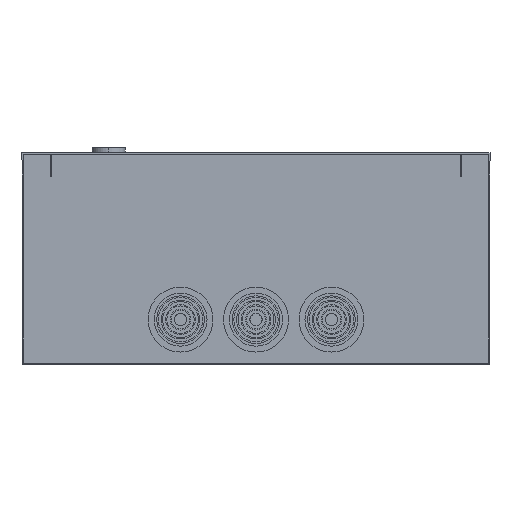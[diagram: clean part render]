
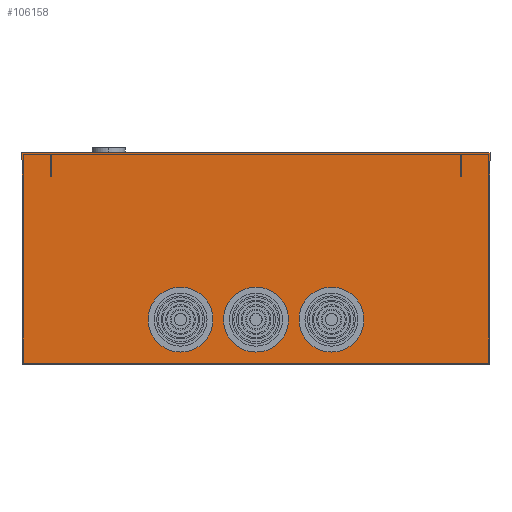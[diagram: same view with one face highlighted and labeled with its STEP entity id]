
A CAD part, front view. The second image highlights one B-rep face of the part: STEP entity #106158.
In plain terms, the highlighted planar face has unit normal (0, -1, 0).
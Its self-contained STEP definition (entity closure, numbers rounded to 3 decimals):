
#31 = CARTESIAN_POINT ( 'NONE',  ( 0., -355., 10.3 ) ) ;
#1317 = VERTEX_POINT ( 'NONE', #13302 ) ;
#3779 = EDGE_CURVE ( 'NONE', #98876, #14487, #118008, .T. ) ;
#7153 = DIRECTION ( 'NONE',  ( 1., 0., 0. ) ) ;
#8098 = EDGE_CURVE ( 'NONE', #1317, #127816, #127886, .T. ) ;
#8164 = VERTEX_POINT ( 'NONE', #73684 ) ;
#12220 = EDGE_CURVE ( 'NONE', #126525, #127816, #38963, .T. ) ;
#13302 = CARTESIAN_POINT ( 'NONE',  ( -155., -355., -0.8 ) ) ;
#14487 = VERTEX_POINT ( 'NONE', #49876 ) ;
#17614 = EDGE_CURVE ( 'NONE', #103067, #51442, #106524, .T. ) ;
#20580 = CIRCLE ( 'NONE', #66822, 18.5 ) ;
#22004 = FACE_BOUND ( 'NONE', #121318, .T. ) ;
#25659 = DIRECTION ( 'NONE',  ( 0., 1., 0. ) ) ;
#27950 = EDGE_CURVE ( 'NONE', #141441, #118001, #131018, .T. ) ;
#32163 = CIRCLE ( 'NONE', #43762, 18.5 ) ;
#34259 = DIRECTION ( 'NONE',  ( -1., 0., 0. ) ) ;
#36958 = LINE ( 'NONE', #48585, #84843 ) ;
#37534 = DIRECTION ( 'NONE',  ( 0., 0., -1. ) ) ;
#38963 = LINE ( 'NONE', #102751, #80248 ) ;
#39525 = ORIENTED_EDGE ( 'NONE', *, *, #12220, .F. ) ;
#39574 = VECTOR ( 'NONE', #34259, 1000. ) ;
#40489 = EDGE_CURVE ( 'NONE', #8164, #1317, #36958, .T. ) ;
#41798 = AXIS2_PLACEMENT_3D ( 'NONE', #110079, #67251, #56453 ) ;
#43762 = AXIS2_PLACEMENT_3D ( 'NONE', #91420, #46514, #68890 ) ;
#45982 = DIRECTION ( 'NONE',  ( 0., 0., 1. ) ) ;
#46514 = DIRECTION ( 'NONE',  ( 0., 1., 0. ) ) ;
#47098 = CARTESIAN_POINT ( 'NONE',  ( 155., -355., -0.8 ) ) ;
#48585 = CARTESIAN_POINT ( 'NONE',  ( -155., -355., 139.2 ) ) ;
#49785 = CARTESIAN_POINT ( 'NONE',  ( 0., -355., 47.3 ) ) ;
#49876 = CARTESIAN_POINT ( 'NONE',  ( -50., -355., 47.3 ) ) ;
#51442 = VERTEX_POINT ( 'NONE', #56444 ) ;
#52799 = EDGE_CURVE ( 'NONE', #51442, #103067, #20580, .T. ) ;
#52980 = EDGE_CURVE ( 'NONE', #118001, #141441, #129202, .T. ) ;
#56444 = CARTESIAN_POINT ( 'NONE',  ( 50., -355., 47.3 ) ) ;
#56453 = DIRECTION ( 'NONE',  ( 0., 0., -1. ) ) ;
#64827 = AXIS2_PLACEMENT_3D ( 'NONE', #133410, #25659, #45982 ) ;
#65448 = FACE_OUTER_BOUND ( 'NONE', #139436, .T. ) ;
#66822 = AXIS2_PLACEMENT_3D ( 'NONE', #115859, #93487, #117978 ) ;
#67251 = DIRECTION ( 'NONE',  ( 0., 1., 0. ) ) ;
#67997 = ORIENTED_EDGE ( 'NONE', *, *, #87426, .T. ) ;
#68701 = ORIENTED_EDGE ( 'NONE', *, *, #17614, .T. ) ;
#68890 = DIRECTION ( 'NONE',  ( 0., 0., 1. ) ) ;
#73303 = AXIS2_PLACEMENT_3D ( 'NONE', #126599, #125900, #84753 ) ;
#73684 = CARTESIAN_POINT ( 'NONE',  ( -155., -355., 139.2 ) ) ;
#77726 = ORIENTED_EDGE ( 'NONE', *, *, #8098, .T. ) ;
#78163 = ORIENTED_EDGE ( 'NONE', *, *, #52980, .T. ) ;
#78396 = CARTESIAN_POINT ( 'NONE',  ( 153.2, -355., 139.2 ) ) ;
#79407 = ORIENTED_EDGE ( 'NONE', *, *, #27950, .T. ) ;
#79845 = DIRECTION ( 'NONE',  ( 0., 0., 1. ) ) ;
#80153 = VECTOR ( 'NONE', #7153, 1000. ) ;
#80248 = VECTOR ( 'NONE', #37534, 1000. ) ;
#80535 = DIRECTION ( 'NONE',  ( 0., -1., 0. ) ) ;
#81696 = DIRECTION ( 'NONE',  ( 0., 1., 0. ) ) ;
#84622 = EDGE_LOOP ( 'NONE', ( #89248, #105983 ) ) ;
#84753 = DIRECTION ( 'NONE',  ( 0., 0., 1. ) ) ;
#84843 = VECTOR ( 'NONE', #93475, 1000. ) ;
#86665 = ORIENTED_EDGE ( 'NONE', *, *, #40489, .T. ) ;
#87426 = EDGE_CURVE ( 'NONE', #126525, #8164, #103047, .T. ) ;
#89248 = ORIENTED_EDGE ( 'NONE', *, *, #3779, .T. ) ;
#90735 = CARTESIAN_POINT ( 'NONE',  ( 153.2, -355., 139.2 ) ) ;
#91420 = CARTESIAN_POINT ( 'NONE',  ( -50., -355., 28.8 ) ) ;
#93314 = DIRECTION ( 'NONE',  ( 0., 0., 1. ) ) ;
#93475 = DIRECTION ( 'NONE',  ( 0., 0., -1. ) ) ;
#93487 = DIRECTION ( 'NONE',  ( 0., 1., 0. ) ) ;
#96612 = FACE_BOUND ( 'NONE', #84622, .T. ) ;
#97341 = CARTESIAN_POINT ( 'NONE',  ( -50., -355., 10.3 ) ) ;
#98876 = VERTEX_POINT ( 'NONE', #97341 ) ;
#100520 = EDGE_LOOP ( 'NONE', ( #68701, #139993 ) ) ;
#102751 = CARTESIAN_POINT ( 'NONE',  ( 155., -355., 139.2 ) ) ;
#103047 = LINE ( 'NONE', #90735, #39574 ) ;
#103067 = VERTEX_POINT ( 'NONE', #114388 ) ;
#105812 = AXIS2_PLACEMENT_3D ( 'NONE', #78396, #80535, #79845 ) ;
#105983 = ORIENTED_EDGE ( 'NONE', *, *, #130258, .T. ) ;
#106158 = ADVANCED_FACE ( 'NONE', ( #65448, #96612, #109645, #22004 ), #142780, .T. ) ;
#106524 = CIRCLE ( 'NONE', #41798, 18.5 ) ;
#109645 = FACE_BOUND ( 'NONE', #100520, .T. ) ;
#110079 = CARTESIAN_POINT ( 'NONE',  ( 50., -355., 28.8 ) ) ;
#114388 = CARTESIAN_POINT ( 'NONE',  ( 50., -355., 10.3 ) ) ;
#115859 = CARTESIAN_POINT ( 'NONE',  ( 50., -355., 28.8 ) ) ;
#117750 = AXIS2_PLACEMENT_3D ( 'NONE', #133687, #81696, #93314 ) ;
#117978 = DIRECTION ( 'NONE',  ( 0., 0., -1. ) ) ;
#118001 = VERTEX_POINT ( 'NONE', #31 ) ;
#118008 = CIRCLE ( 'NONE', #64827, 18.5 ) ;
#120316 = CARTESIAN_POINT ( 'NONE',  ( 155., -355., 139.2 ) ) ;
#121318 = EDGE_LOOP ( 'NONE', ( #78163, #79407 ) ) ;
#125900 = DIRECTION ( 'NONE',  ( 0., 1., 0. ) ) ;
#126525 = VERTEX_POINT ( 'NONE', #120316 ) ;
#126599 = CARTESIAN_POINT ( 'NONE',  ( 0., -355., 28.8 ) ) ;
#127816 = VERTEX_POINT ( 'NONE', #47098 ) ;
#127886 = LINE ( 'NONE', #138064, #80153 ) ;
#129202 = CIRCLE ( 'NONE', #117750, 18.5 ) ;
#130258 = EDGE_CURVE ( 'NONE', #14487, #98876, #32163, .T. ) ;
#131018 = CIRCLE ( 'NONE', #73303, 18.5 ) ;
#133410 = CARTESIAN_POINT ( 'NONE',  ( -50., -355., 28.8 ) ) ;
#133687 = CARTESIAN_POINT ( 'NONE',  ( 0., -355., 28.8 ) ) ;
#138064 = CARTESIAN_POINT ( 'NONE',  ( 153.2, -355., -0.8 ) ) ;
#139436 = EDGE_LOOP ( 'NONE', ( #86665, #77726, #39525, #67997 ) ) ;
#139993 = ORIENTED_EDGE ( 'NONE', *, *, #52799, .T. ) ;
#141441 = VERTEX_POINT ( 'NONE', #49785 ) ;
#142780 = PLANE ( 'NONE',  #105812 ) ;
